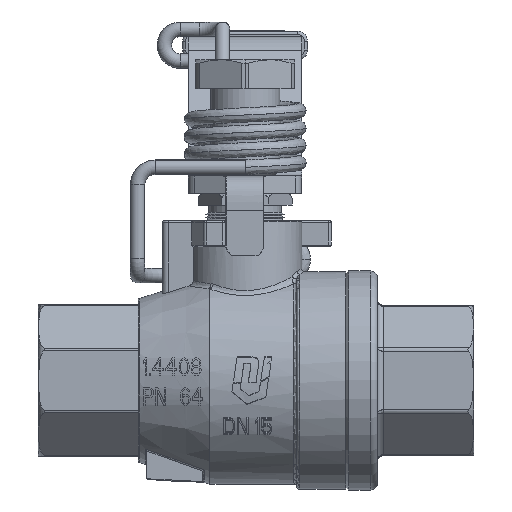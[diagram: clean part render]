
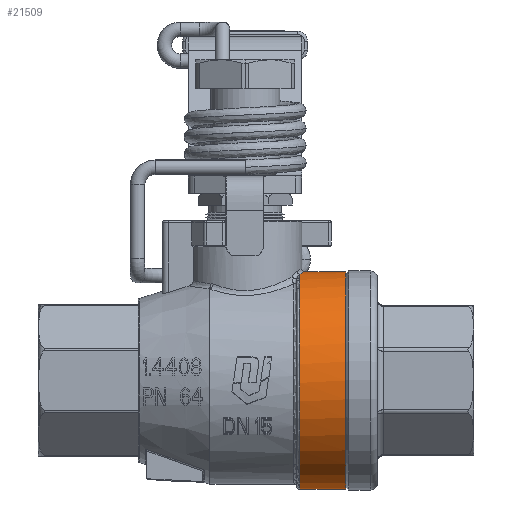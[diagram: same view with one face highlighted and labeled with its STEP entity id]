
A CAD part, front view. The second image highlights one B-rep face of the part: STEP entity #21509.
In plain terms, the highlighted cylindrical face has radius 18.73 mm (diameter 37.46 mm), a full revolution.
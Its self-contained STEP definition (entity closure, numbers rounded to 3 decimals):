
#1073=CARTESIAN_POINT('',(17.3,-0.,-18.73));
#1074=VERTEX_POINT('',#1073);
#1075=CARTESIAN_POINT('',(17.3,-0.,18.73));
#1076=VERTEX_POINT('',#1075);
#1077=CARTESIAN_POINT('',(17.3,-0.,0.));
#1078=DIRECTION('',(-1.,-0.,0.));
#1079=DIRECTION('',(0.,-0.,1.));
#1080=AXIS2_PLACEMENT_3D('',#1077,#1078,#1079);
#1081=CIRCLE('',#1080,18.73);
#1082=EDGE_CURVE('',#1074,#1076,#1081,.T.);
#1084=CARTESIAN_POINT('',(17.3,-0.,0.));
#1085=DIRECTION('',(-1.,-0.,0.));
#1086=DIRECTION('',(0.,-0.,1.));
#1087=AXIS2_PLACEMENT_3D('',#1084,#1085,#1086);
#1088=CIRCLE('',#1087,18.73);
#1089=EDGE_CURVE('',#1076,#1074,#1088,.T.);
#4322=CARTESIAN_POINT('',(9.384,-4.017,18.294));
#4323=VERTEX_POINT('',#4322);
#4512=CARTESIAN_POINT('',(10.25,0.,18.73));
#4513=VERTEX_POINT('',#4512);
#4514=CARTESIAN_POINT('',(10.25,0.,18.73));
#4515=CARTESIAN_POINT('',(10.25,-0.335,18.73));
#4516=CARTESIAN_POINT('',(10.233,-0.671,18.721));
#4517=CARTESIAN_POINT('',(10.198,-1.007,18.703));
#4518=CARTESIAN_POINT('',(10.18,-1.175,18.694));
#4519=CARTESIAN_POINT('',(10.158,-1.344,18.682));
#4520=CARTESIAN_POINT('',(10.132,-1.512,18.669));
#4521=CARTESIAN_POINT('',(10.105,-1.681,18.655));
#4522=CARTESIAN_POINT('',(10.074,-1.85,18.639));
#4523=CARTESIAN_POINT('',(10.038,-2.018,18.621));
#4524=CARTESIAN_POINT('',(10.003,-2.187,18.603));
#4525=CARTESIAN_POINT('',(9.962,-2.355,18.582));
#4526=CARTESIAN_POINT('',(9.917,-2.523,18.559));
#4527=CARTESIAN_POINT('',(9.872,-2.691,18.537));
#4528=CARTESIAN_POINT('',(9.823,-2.858,18.511));
#4529=CARTESIAN_POINT('',(9.768,-3.025,18.484));
#4530=CARTESIAN_POINT('',(9.66,-3.358,18.43));
#4531=CARTESIAN_POINT('',(9.532,-3.689,18.366));
#4532=CARTESIAN_POINT('',(9.384,-4.017,18.294));
#4533=B_SPLINE_CURVE_WITH_KNOTS('',3,(#4514,#4515,#4516,#4517,#4518,#4519,#4520,#4521,#4522,#4523,#4524,#4525,#4526,#4527,#4528,#4529,#4530,#4531,#4532),.UNSPECIFIED.,.F.,.F.,(4,3,3,3,3,3,4),(0.,0.25,0.375,0.5,0.625,0.75,1.),.UNSPECIFIED.);
#4534=EDGE_CURVE('',#4513,#4323,#4533,.T.);
#4602=CARTESIAN_POINT('',(9.384,4.017,18.294));
#4603=VERTEX_POINT('',#4602);
#4604=CARTESIAN_POINT('',(9.384,4.017,18.294));
#4605=CARTESIAN_POINT('',(9.68,3.361,18.438));
#4606=CARTESIAN_POINT('',(9.895,2.692,18.548));
#4607=CARTESIAN_POINT('',(10.038,2.018,18.621));
#4608=CARTESIAN_POINT('',(10.181,1.344,18.694));
#4609=CARTESIAN_POINT('',(10.25,0.67,18.73));
#4610=CARTESIAN_POINT('',(10.25,-0.,18.73));
#4611=B_SPLINE_CURVE_WITH_KNOTS('',3,(#4604,#4605,#4606,#4607,#4608,#4609,#4610),.UNSPECIFIED.,.F.,.F.,(4,3,4),(0.,0.5,1.),.UNSPECIFIED.);
#4612=EDGE_CURVE('',#4603,#4513,#4611,.T.);
#20775=CARTESIAN_POINT('',(9.384,0.,-18.73));
#20776=VERTEX_POINT('',#20775);
#20784=CARTESIAN_POINT('',(9.384,-0.,0.));
#20785=DIRECTION('',(1.,0.,-0.));
#20786=DIRECTION('',(-0.,0.,-1.));
#20787=AXIS2_PLACEMENT_3D('',#20784,#20785,#20786);
#20788=CIRCLE('',#20787,18.73);
#20789=EDGE_CURVE('',#4323,#20776,#20788,.T.);
#21483=CARTESIAN_POINT('',(17.275,-0.,0.));
#21484=DIRECTION('',(1.,0.,-0.));
#21485=DIRECTION('',(0.,-0.,1.));
#21486=AXIS2_PLACEMENT_3D('',#21483,#21484,#21485);
#21487=CYLINDRICAL_SURFACE('',#21486,18.73);
#21488=CARTESIAN_POINT('',(17.3,-0.,18.73));
#21489=DIRECTION('',(-1.,-0.,0.));
#21490=VECTOR('',#21489,7.05);
#21491=LINE('',#21488,#21490);
#21492=EDGE_CURVE('',#1076,#4513,#21491,.T.);
#21493=ORIENTED_EDGE('',*,*,#21492,.T.);
#21494=ORIENTED_EDGE('',*,*,#4534,.T.);
#21495=ORIENTED_EDGE('',*,*,#20789,.T.);
#21496=CARTESIAN_POINT('',(9.384,-0.,0.));
#21497=DIRECTION('',(1.,0.,-0.));
#21498=DIRECTION('',(0.,-0.,1.));
#21499=AXIS2_PLACEMENT_3D('',#21496,#21497,#21498);
#21500=CIRCLE('',#21499,18.73);
#21501=EDGE_CURVE('',#20776,#4603,#21500,.T.);
#21502=ORIENTED_EDGE('',*,*,#21501,.T.);
#21503=ORIENTED_EDGE('',*,*,#4612,.T.);
#21504=ORIENTED_EDGE('',*,*,#21492,.F.);
#21505=ORIENTED_EDGE('',*,*,#1089,.T.);
#21506=ORIENTED_EDGE('',*,*,#1082,.T.);
#21507=EDGE_LOOP('',(#21493,#21494,#21495,#21502,#21503,#21504,#21505,#21506));
#21508=FACE_BOUND('',#21507,.T.);
#21509=ADVANCED_FACE('',(#21508),#21487,.T.);
